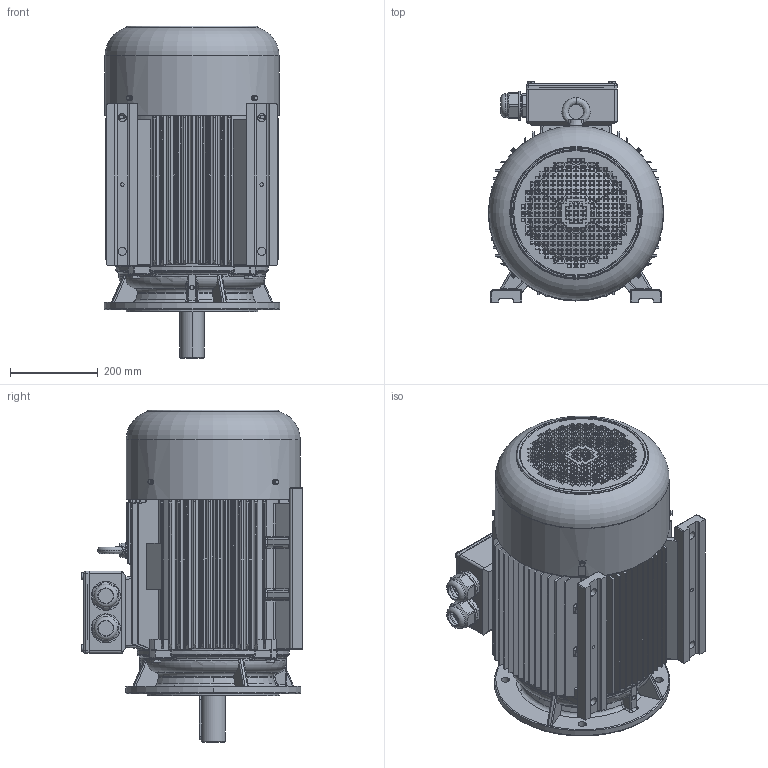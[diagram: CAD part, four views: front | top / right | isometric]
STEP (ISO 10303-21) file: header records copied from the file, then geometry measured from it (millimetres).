
FILE_DESCRIPTION(/* description */ (''),/* implementation_level */ '2;1');
FILE_NAME(/* name */ 'JM3-200L-B35.stp',/* time_stamp */ '2016-06-24T13:59:33+08:00',/* author */ (''),/* organization */ (''),/* preprocessor_version */ 'ST-DEVELOPER v15',/* originating_system */ 'SIEMENS PLM Software NX 8.5',/* authorisation */ '');
FILE_SCHEMA (('AUTOMOTIVE_DESIGN { 1 0 10303 214 3 1 1 1 }'));
Length unit declared in the file: millimetre
Products named in the file (1): pc119446389ank
Bounding box: 400 x 502.8 x 757 mm (x, y, z)
Volume: 19240532.5 mm3; surface area: 4365224.3 mm2
Topology: 54 solids, 54 shells, 5123 faces, 13688 edges, 8810 vertices
Faces by surface type: plane 2826, cylinder 1141, bspline 456, torus 384, cone 270, sphere 46
Full cylindrical faces by diameter (mm): 6 x4, 6.4 x4, 7.188 x8, 8 x9, 9.1 x4, 10.863 x8, 12 x12, 12.6 x8, 18.5 x4, 20 x1, 34.375 x2, 40.625 x4, 48.438 x12, 49 x1, 50 x4, 51.4 x1, 51.562 x12, 52 x3, 53.906 x2, 66.406 x2, 72 x2, 210 x1, 394 x1, 397 x1
Entity records: 198691 total; most frequent: CARTESIAN_POINT 65110, ORIENTED_EDGE 26688, DIRECTION 23485, EDGE_CURVE 13344, VERTEX_POINT 8709, LINE 8241, VECTOR 8241, AXIS2_PLACEMENT_3D 7622
